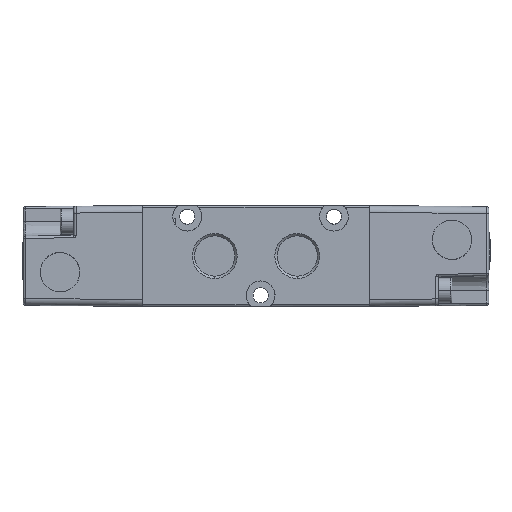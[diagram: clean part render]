
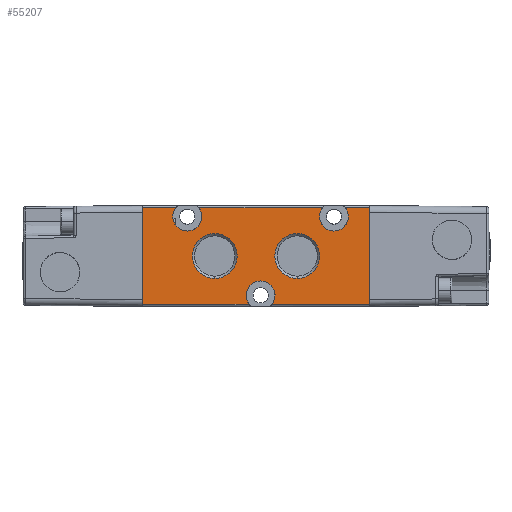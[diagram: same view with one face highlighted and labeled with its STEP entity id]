
A CAD part, left-side view. The second image highlights one B-rep face of the part: STEP entity #55207.
In plain terms, the highlighted planar face has unit normal (-1, 0, 0).
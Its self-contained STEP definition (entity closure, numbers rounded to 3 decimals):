
#682 = VERTEX_POINT ( 'NONE', #27105 ) ;
#1905 = CARTESIAN_POINT ( 'NONE',  ( -15., 9.25, -4.889 ) ) ;
#2752 = CARTESIAN_POINT ( 'NONE',  ( -15., -0.79, 10.5 ) ) ;
#2797 = EDGE_CURVE ( 'NONE', #33941, #59717, #78361, .T. ) ;
#3856 = EDGE_CURVE ( 'NONE', #682, #74041, #13517, .T. ) ;
#3897 = EDGE_CURVE ( 'NONE', #31565, #35354, #78529, .T. ) ;
#6492 = DIRECTION ( 'NONE',  ( 0., 0., -1. ) ) ;
#6743 = VECTOR ( 'NONE', #27100, 1000. ) ;
#6887 = ORIENTED_EDGE ( 'NONE', *, *, #65635, .T. ) ;
#7080 = VECTOR ( 'NONE', #38150, 1000. ) ;
#7572 = DIRECTION ( 'NONE',  ( 0., -1., 0. ) ) ;
#7930 = ORIENTED_EDGE ( 'NONE', *, *, #8573, .F. ) ;
#8037 = AXIS2_PLACEMENT_3D ( 'NONE', #71315, #34749, #77463 ) ;
#8573 = EDGE_CURVE ( 'NONE', #74041, #682, #30183, .T. ) ;
#12352 = ORIENTED_EDGE ( 'NONE', *, *, #47769, .T. ) ;
#12860 = LINE ( 'NONE', #32045, #7080 ) ;
#13517 = CIRCLE ( 'NONE', #56864, 4.889 ) ;
#15352 = AXIS2_PLACEMENT_3D ( 'NONE', #17329, #60066, #23468 ) ;
#15455 = CARTESIAN_POINT ( 'NONE',  ( -15., 9.25, 4.889 ) ) ;
#16182 = CARTESIAN_POINT ( 'NONE',  ( -15., 1.25, 8.6 ) ) ;
#16357 = CARTESIAN_POINT ( 'NONE',  ( -15., 19.762, -10.5 ) ) ;
#16432 = CARTESIAN_POINT ( 'NONE',  ( -15., -6.5, 11. ) ) ;
#16531 = EDGE_LOOP ( 'NONE', ( #41548, #19962, #45368, #79259, #6887, #12352, #44132, #48295, #52772, #64990, #46005 ) ) ;
#17188 = VECTOR ( 'NONE', #39341, 1000. ) ;
#17259 = EDGE_CURVE ( 'NONE', #38124, #68812, #41189, .T. ) ;
#17329 = CARTESIAN_POINT ( 'NONE',  ( -15., 27.25, 0. ) ) ;
#17802 = CARTESIAN_POINT ( 'NONE',  ( -15., 14.738, -10.5 ) ) ;
#18532 = CARTESIAN_POINT ( 'NONE',  ( -15., 43., 11. ) ) ;
#19962 = ORIENTED_EDGE ( 'NONE', *, *, #50187, .F. ) ;
#21086 = CARTESIAN_POINT ( 'NONE',  ( -15., 9.25, 0. ) ) ;
#21584 = CIRCLE ( 'NONE', #21895, 3.15 ) ;
#21673 = EDGE_LOOP ( 'NONE', ( #40353, #7930 ) ) ;
#21895 = AXIS2_PLACEMENT_3D ( 'NONE', #62570, #25942, #68741 ) ;
#22343 = DIRECTION ( 'NONE',  ( 0., 0., 1. ) ) ;
#23218 = LINE ( 'NONE', #29181, #37532 ) ;
#23314 = VECTOR ( 'NONE', #7572, 1000. ) ;
#23468 = DIRECTION ( 'NONE',  ( 0., 0., 1. ) ) ;
#24044 = EDGE_CURVE ( 'NONE', #33941, #49051, #38707, .T. ) ;
#24695 = CARTESIAN_POINT ( 'NONE',  ( -15., 27.25, 0. ) ) ;
#25648 = EDGE_LOOP ( 'NONE', ( #40556, #29840 ) ) ;
#25942 = DIRECTION ( 'NONE',  ( 1., 0., 0. ) ) ;
#27100 = DIRECTION ( 'NONE',  ( 0., 1., 0. ) ) ;
#27105 = CARTESIAN_POINT ( 'NONE',  ( -15., 27.25, 4.889 ) ) ;
#27221 = DIRECTION ( 'NONE',  ( 0., 0., 1. ) ) ;
#27798 = CARTESIAN_POINT ( 'NONE',  ( -15., -6.5, 10.5 ) ) ;
#27857 = AXIS2_PLACEMENT_3D ( 'NONE', #35558, #78301, #41671 ) ;
#27972 = AXIS2_PLACEMENT_3D ( 'NONE', #66745, #30118, #72829 ) ;
#28592 = FACE_BOUND ( 'NONE', #21673, .T. ) ;
#28721 = DIRECTION ( 'NONE',  ( 0., 1., 0. ) ) ;
#29181 = CARTESIAN_POINT ( 'NONE',  ( -15., -6.5, -10.5 ) ) ;
#29840 = ORIENTED_EDGE ( 'NONE', *, *, #48120, .F. ) ;
#30118 = DIRECTION ( 'NONE',  ( -1., 0., 0. ) ) ;
#30183 = CIRCLE ( 'NONE', #15352, 4.889 ) ;
#30491 = FACE_BOUND ( 'NONE', #25648, .T. ) ;
#30864 = DIRECTION ( 'NONE',  ( 0., 0., 1. ) ) ;
#31565 = VERTEX_POINT ( 'NONE', #51941 ) ;
#32045 = CARTESIAN_POINT ( 'NONE',  ( -15., 31.21, 10.5 ) ) ;
#33875 = CARTESIAN_POINT ( 'NONE',  ( -15., -6.5, 11. ) ) ;
#33941 = VERTEX_POINT ( 'NONE', #27798 ) ;
#34749 = DIRECTION ( 'NONE',  ( -1., 0., 0. ) ) ;
#34925 = CIRCLE ( 'NONE', #8037, 4.889 ) ;
#35087 = VERTEX_POINT ( 'NONE', #15455 ) ;
#35354 = VERTEX_POINT ( 'NONE', #54346 ) ;
#35558 = CARTESIAN_POINT ( 'NONE',  ( -15., 17.25, -8.6 ) ) ;
#35733 = LINE ( 'NONE', #44179, #23314 ) ;
#36586 = CARTESIAN_POINT ( 'NONE',  ( -15., 17.25, -5.45 ) ) ;
#36998 = CARTESIAN_POINT ( 'NONE',  ( -15., 27.25, -4.889 ) ) ;
#37532 = VECTOR ( 'NONE', #78049, 1000. ) ;
#38124 = VERTEX_POINT ( 'NONE', #44717 ) ;
#38150 = DIRECTION ( 'NONE',  ( 0., 1., 0. ) ) ;
#38689 = EDGE_CURVE ( 'NONE', #56777, #44803, #21584, .T. ) ;
#38707 = LINE ( 'NONE', #33875, #53002 ) ;
#38990 = EDGE_CURVE ( 'NONE', #35087, #51144, #34925, .T. ) ;
#39341 = DIRECTION ( 'NONE',  ( 0., 1., 0. ) ) ;
#40353 = ORIENTED_EDGE ( 'NONE', *, *, #3856, .F. ) ;
#40556 = ORIENTED_EDGE ( 'NONE', *, *, #38990, .F. ) ;
#40702 = PLANE ( 'NONE',  #56833 ) ;
#40750 = CIRCLE ( 'NONE', #27857, 3.15 ) ;
#41168 = CARTESIAN_POINT ( 'NONE',  ( -15., 30.738, 10.5 ) ) ;
#41189 = LINE ( 'NONE', #63727, #6743 ) ;
#41548 = ORIENTED_EDGE ( 'NONE', *, *, #17259, .T. ) ;
#41671 = DIRECTION ( 'NONE',  ( 0., 1., 0. ) ) ;
#42661 = AXIS2_PLACEMENT_3D ( 'NONE', #21086, #63853, #27221 ) ;
#42892 = EDGE_CURVE ( 'NONE', #38124, #59717, #52758, .T. ) ;
#44132 = ORIENTED_EDGE ( 'NONE', *, *, #38689, .T. ) ;
#44179 = CARTESIAN_POINT ( 'NONE',  ( -15., -6.5, -10.5 ) ) ;
#44717 = CARTESIAN_POINT ( 'NONE',  ( -15., 3.762, 10.5 ) ) ;
#44803 = VERTEX_POINT ( 'NONE', #17802 ) ;
#45368 = ORIENTED_EDGE ( 'NONE', *, *, #64988, .T. ) ;
#46005 = ORIENTED_EDGE ( 'NONE', *, *, #42892, .F. ) ;
#47769 = EDGE_CURVE ( 'NONE', #70636, #56777, #40750, .T. ) ;
#47961 = CIRCLE ( 'NONE', #27972, 3.15 ) ;
#48120 = EDGE_CURVE ( 'NONE', #51144, #35087, #75030, .T. ) ;
#48295 = ORIENTED_EDGE ( 'NONE', *, *, #49492, .T. ) ;
#49051 = VERTEX_POINT ( 'NONE', #60192 ) ;
#49492 = EDGE_CURVE ( 'NONE', #44803, #49051, #23218, .T. ) ;
#50187 = EDGE_CURVE ( 'NONE', #56564, #68812, #47961, .T. ) ;
#51144 = VERTEX_POINT ( 'NONE', #1905 ) ;
#51941 = CARTESIAN_POINT ( 'NONE',  ( -15., 43., 10.5 ) ) ;
#52758 = CIRCLE ( 'NONE', #71569, 3.15 ) ;
#52772 = ORIENTED_EDGE ( 'NONE', *, *, #24044, .F. ) ;
#53002 = VECTOR ( 'NONE', #76585, 1000. ) ;
#54346 = CARTESIAN_POINT ( 'NONE',  ( -15., 43., -10.5 ) ) ;
#55207 = ADVANCED_FACE ( 'NONE', ( #30491, #28592, #75408 ), #40702, .F. ) ;
#55980 = CARTESIAN_POINT ( 'NONE',  ( -15., -1.262, 10.5 ) ) ;
#56564 = VERTEX_POINT ( 'NONE', #77925 ) ;
#56777 = VERTEX_POINT ( 'NONE', #36586 ) ;
#56833 = AXIS2_PLACEMENT_3D ( 'NONE', #16432, #65341, #28721 ) ;
#56864 = AXIS2_PLACEMENT_3D ( 'NONE', #24695, #67464, #30864 ) ;
#58913 = DIRECTION ( 'NONE',  ( -1., 0., 0. ) ) ;
#59717 = VERTEX_POINT ( 'NONE', #55980 ) ;
#60066 = DIRECTION ( 'NONE',  ( -1., 0., 0. ) ) ;
#60192 = CARTESIAN_POINT ( 'NONE',  ( -15., -6.5, -10.5 ) ) ;
#62292 = VECTOR ( 'NONE', #6492, 1000. ) ;
#62570 = CARTESIAN_POINT ( 'NONE',  ( -15., 17.25, -8.6 ) ) ;
#63727 = CARTESIAN_POINT ( 'NONE',  ( -15., 31.21, 10.5 ) ) ;
#63853 = DIRECTION ( 'NONE',  ( -1., 0., 0. ) ) ;
#64988 = EDGE_CURVE ( 'NONE', #56564, #31565, #12860, .T. ) ;
#64990 = ORIENTED_EDGE ( 'NONE', *, *, #2797, .T. ) ;
#65341 = DIRECTION ( 'NONE',  ( 1., 0., 0. ) ) ;
#65635 = EDGE_CURVE ( 'NONE', #35354, #70636, #35733, .T. ) ;
#66745 = CARTESIAN_POINT ( 'NONE',  ( -15., 33.25, 8.6 ) ) ;
#67464 = DIRECTION ( 'NONE',  ( -1., 0., 0. ) ) ;
#68741 = DIRECTION ( 'NONE',  ( 0., 1., 0. ) ) ;
#68812 = VERTEX_POINT ( 'NONE', #41168 ) ;
#70636 = VERTEX_POINT ( 'NONE', #16357 ) ;
#71315 = CARTESIAN_POINT ( 'NONE',  ( -15., 9.25, 0. ) ) ;
#71569 = AXIS2_PLACEMENT_3D ( 'NONE', #16182, #58913, #22343 ) ;
#72829 = DIRECTION ( 'NONE',  ( 0., 0., 1. ) ) ;
#74041 = VERTEX_POINT ( 'NONE', #36998 ) ;
#75030 = CIRCLE ( 'NONE', #42661, 4.889 ) ;
#75408 = FACE_OUTER_BOUND ( 'NONE', #16531, .T. ) ;
#76585 = DIRECTION ( 'NONE',  ( 0., 0., -1. ) ) ;
#77463 = DIRECTION ( 'NONE',  ( 0., 0., 1. ) ) ;
#77925 = CARTESIAN_POINT ( 'NONE',  ( -15., 35.762, 10.5 ) ) ;
#78049 = DIRECTION ( 'NONE',  ( 0., -1., 0. ) ) ;
#78301 = DIRECTION ( 'NONE',  ( 1., 0., 0. ) ) ;
#78361 = LINE ( 'NONE', #2752, #17188 ) ;
#78529 = LINE ( 'NONE', #18532, #62292 ) ;
#79259 = ORIENTED_EDGE ( 'NONE', *, *, #3897, .T. ) ;
